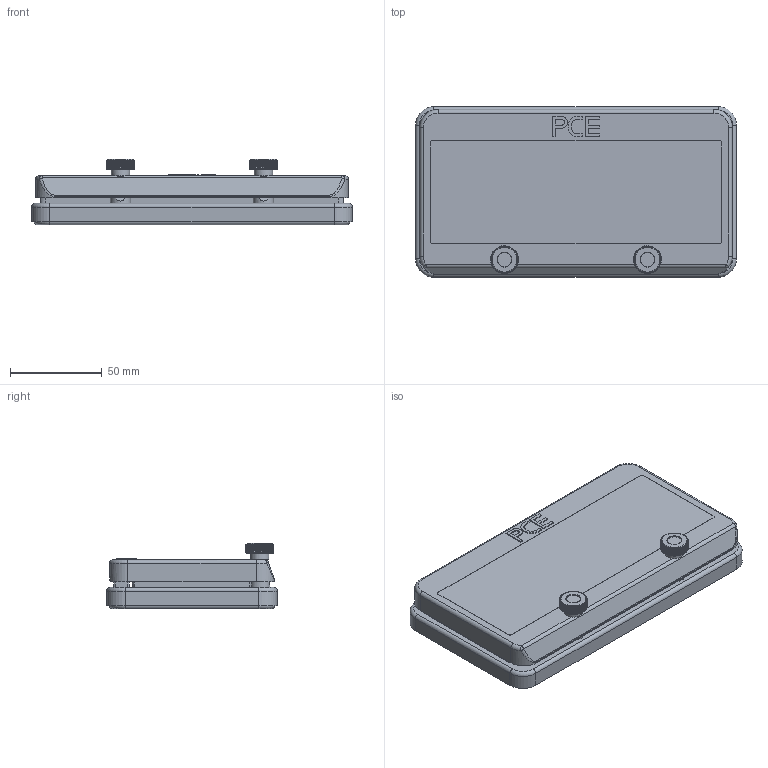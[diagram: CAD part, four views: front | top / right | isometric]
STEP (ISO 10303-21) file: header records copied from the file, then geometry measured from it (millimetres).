
FILE_DESCRIPTION (( 'STEP AP203' ), '1' );
FILE_NAME ('900609.STEP', '2018-05-29T13:20:17', ( '' ), ( '' ), 'SwSTEP 2.0', 'SolidWorks 2016', '' );
FILE_SCHEMA (( 'CONFIG_CONTROL_DESIGN' ));
Length unit declared in the file: millimetre
Products named in the file (1): 900609
Bounding box: 175 x 93 x 35.59 mm (x, y, z)
Volume: 157442.8 mm3; surface area: 65270.5 mm2
Topology: 1 solids, 1 shells, 883 faces, 2547 edges, 1688 vertices
Faces by surface type: cylinder 351, plane 310, torus 208, cone 10, sphere 2, bspline 2
Full cylindrical faces by diameter (mm): 3.5 x6, 10 x2
Entity records: 31142 total; most frequent: CARTESIAN_POINT 9101, ORIENTED_EDGE 5034, DIRECTION 4013, EDGE_CURVE 2517, VERTEX_POINT 1680, AXIS2_PLACEMENT_3D 1412, VECTOR 1189, LINE 1189
